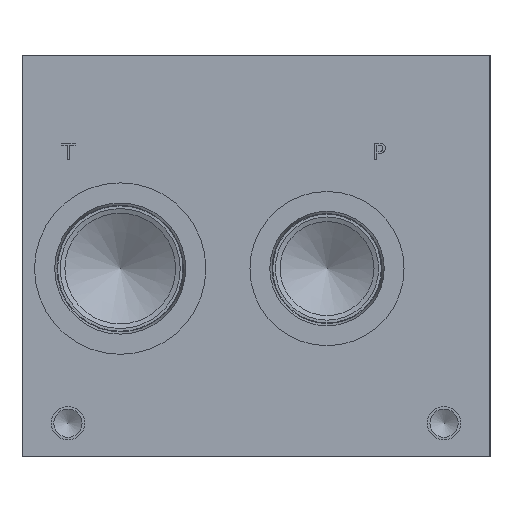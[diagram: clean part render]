
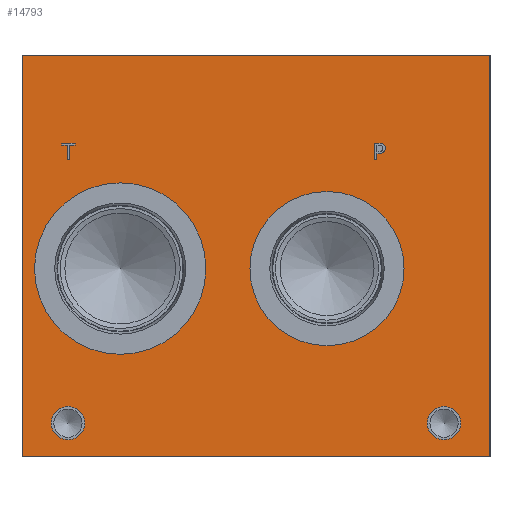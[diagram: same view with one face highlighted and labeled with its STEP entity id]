
A CAD part, left-side view. The second image highlights one B-rep face of the part: STEP entity #14793.
In plain terms, the highlighted planar face has unit normal (-1, 0, 0).
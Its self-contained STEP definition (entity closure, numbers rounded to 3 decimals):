
#211=CIRCLE('',#15585,32.563);
#212=CIRCLE('',#15586,32.563);
#213=CIRCLE('',#15587,29.286);
#214=CIRCLE('',#15588,29.286);
#215=CIRCLE('',#15589,6.35);
#216=CIRCLE('',#15590,6.35);
#217=CIRCLE('',#15591,6.35);
#218=CIRCLE('',#15592,6.35);
#720=B_SPLINE_CURVE_WITH_KNOTS('',2,(#22016,#22017,#22018,#22019),
 .UNSPECIFIED.,.F.,.F.,(3,1,3),(0.,1.,2.),.UNSPECIFIED.);
#722=B_SPLINE_CURVE_WITH_KNOTS('',2,(#22037,#22038,#22039,#22040),
 .UNSPECIFIED.,.F.,.F.,(3,1,3),(0.,1.,2.),.UNSPECIFIED.);
#724=B_SPLINE_CURVE_WITH_KNOTS('',2,(#22086,#22087,#22088,#22089),
 .UNSPECIFIED.,.F.,.F.,(3,1,3),(0.,1.,2.),.UNSPECIFIED.);
#726=B_SPLINE_CURVE_WITH_KNOTS('',2,(#22104,#22105,#22106,#22107),
 .UNSPECIFIED.,.F.,.F.,(3,1,3),(0.,1.,2.),.UNSPECIFIED.);
#1131=FACE_BOUND('',#2194,.T.);
#1132=FACE_BOUND('',#2195,.T.);
#1133=FACE_BOUND('',#2196,.T.);
#1134=FACE_BOUND('',#2197,.T.);
#1135=FACE_BOUND('',#2198,.T.);
#1136=FACE_BOUND('',#2199,.T.);
#1343=FACE_OUTER_BOUND('',#2193,.T.);
#2193=EDGE_LOOP('',(#10403,#10404,#10405,#10406));
#2194=EDGE_LOOP('',(#10407,#10408));
#2195=EDGE_LOOP('',(#10409,#10410));
#2196=EDGE_LOOP('',(#10411,#10412));
#2197=EDGE_LOOP('',(#10413,#10414));
#2198=EDGE_LOOP('',(#10415,#10416,#10417,#10418,#10419,#10420,#10421,#10422));
#2199=EDGE_LOOP('',(#10423,#10424,#10425,#10426,#10427,#10428,#10429,#10430,
#10431));
#3017=LINE('',#20274,#4433);
#3442=LINE('',#22049,#4858);
#3445=LINE('',#22055,#4861);
#3448=LINE('',#22061,#4864);
#3451=LINE('',#22067,#4867);
#3454=LINE('',#22073,#4870);
#3458=LINE('',#22115,#4874);
#3459=LINE('',#22117,#4875);
#3460=LINE('',#22118,#4876);
#3461=LINE('',#22137,#4877);
#3462=LINE('',#22139,#4878);
#3463=LINE('',#22141,#4879);
#3464=LINE('',#22143,#4880);
#3465=LINE('',#22145,#4881);
#3466=LINE('',#22147,#4882);
#3467=LINE('',#22149,#4883);
#3468=LINE('',#22150,#4884);
#4433=VECTOR('',#16590,10.);
#4858=VECTOR('',#17177,10.);
#4861=VECTOR('',#17182,10.);
#4864=VECTOR('',#17187,10.);
#4867=VECTOR('',#17192,10.);
#4870=VECTOR('',#17197,10.);
#4874=VECTOR('',#17205,10.);
#4875=VECTOR('',#17206,10.);
#4876=VECTOR('',#17207,10.);
#4877=VECTOR('',#17224,10.);
#4878=VECTOR('',#17225,10.);
#4879=VECTOR('',#17226,10.);
#4880=VECTOR('',#17227,10.);
#4881=VECTOR('',#17228,10.);
#4882=VECTOR('',#17229,10.);
#4883=VECTOR('',#17230,10.);
#4884=VECTOR('',#17231,10.);
#5842=VERTEX_POINT('',#20267);
#5845=VERTEX_POINT('',#20272);
#6344=VERTEX_POINT('',#22014);
#6345=VERTEX_POINT('',#22015);
#6348=VERTEX_POINT('',#22036);
#6350=VERTEX_POINT('',#22048);
#6352=VERTEX_POINT('',#22054);
#6354=VERTEX_POINT('',#22060);
#6356=VERTEX_POINT('',#22066);
#6358=VERTEX_POINT('',#22072);
#6360=VERTEX_POINT('',#22085);
#6362=VERTEX_POINT('',#22114);
#6363=VERTEX_POINT('',#22116);
#6364=VERTEX_POINT('',#22119);
#6365=VERTEX_POINT('',#22120);
#6366=VERTEX_POINT('',#22123);
#6367=VERTEX_POINT('',#22124);
#6368=VERTEX_POINT('',#22127);
#6369=VERTEX_POINT('',#22128);
#6370=VERTEX_POINT('',#22131);
#6371=VERTEX_POINT('',#22132);
#6372=VERTEX_POINT('',#22135);
#6373=VERTEX_POINT('',#22136);
#6374=VERTEX_POINT('',#22138);
#6375=VERTEX_POINT('',#22140);
#6376=VERTEX_POINT('',#22142);
#6377=VERTEX_POINT('',#22144);
#6378=VERTEX_POINT('',#22146);
#6379=VERTEX_POINT('',#22148);
#7348=EDGE_CURVE('',#5842,#5845,#3017,.T.);
#7923=EDGE_CURVE('',#6344,#6345,#720,.T.);
#7927=EDGE_CURVE('',#6348,#6344,#722,.T.);
#7930=EDGE_CURVE('',#6350,#6348,#3442,.T.);
#7933=EDGE_CURVE('',#6352,#6350,#3445,.T.);
#7936=EDGE_CURVE('',#6354,#6352,#3448,.T.);
#7939=EDGE_CURVE('',#6356,#6354,#3451,.T.);
#7942=EDGE_CURVE('',#6358,#6356,#3454,.T.);
#7945=EDGE_CURVE('',#6360,#6358,#724,.T.);
#7948=EDGE_CURVE('',#6345,#6360,#726,.T.);
#7950=EDGE_CURVE('',#6362,#5842,#3458,.T.);
#7951=EDGE_CURVE('',#6363,#5845,#3459,.T.);
#7952=EDGE_CURVE('',#6362,#6363,#3460,.T.);
#7953=EDGE_CURVE('',#6364,#6365,#211,.T.);
#7954=EDGE_CURVE('',#6365,#6364,#212,.T.);
#7955=EDGE_CURVE('',#6366,#6367,#213,.T.);
#7956=EDGE_CURVE('',#6367,#6366,#214,.T.);
#7957=EDGE_CURVE('',#6368,#6369,#215,.T.);
#7958=EDGE_CURVE('',#6369,#6368,#216,.T.);
#7959=EDGE_CURVE('',#6370,#6371,#217,.T.);
#7960=EDGE_CURVE('',#6371,#6370,#218,.T.);
#7961=EDGE_CURVE('',#6372,#6373,#3461,.T.);
#7962=EDGE_CURVE('',#6373,#6374,#3462,.T.);
#7963=EDGE_CURVE('',#6374,#6375,#3463,.T.);
#7964=EDGE_CURVE('',#6375,#6376,#3464,.T.);
#7965=EDGE_CURVE('',#6376,#6377,#3465,.T.);
#7966=EDGE_CURVE('',#6377,#6378,#3466,.T.);
#7967=EDGE_CURVE('',#6378,#6379,#3467,.T.);
#7968=EDGE_CURVE('',#6379,#6372,#3468,.T.);
#10403=ORIENTED_EDGE('',*,*,#7950,.T.);
#10404=ORIENTED_EDGE('',*,*,#7348,.T.);
#10405=ORIENTED_EDGE('',*,*,#7951,.F.);
#10406=ORIENTED_EDGE('',*,*,#7952,.F.);
#10407=ORIENTED_EDGE('',*,*,#7953,.T.);
#10408=ORIENTED_EDGE('',*,*,#7954,.T.);
#10409=ORIENTED_EDGE('',*,*,#7955,.T.);
#10410=ORIENTED_EDGE('',*,*,#7956,.T.);
#10411=ORIENTED_EDGE('',*,*,#7957,.T.);
#10412=ORIENTED_EDGE('',*,*,#7958,.T.);
#10413=ORIENTED_EDGE('',*,*,#7959,.T.);
#10414=ORIENTED_EDGE('',*,*,#7960,.T.);
#10415=ORIENTED_EDGE('',*,*,#7961,.T.);
#10416=ORIENTED_EDGE('',*,*,#7962,.T.);
#10417=ORIENTED_EDGE('',*,*,#7963,.T.);
#10418=ORIENTED_EDGE('',*,*,#7964,.T.);
#10419=ORIENTED_EDGE('',*,*,#7965,.T.);
#10420=ORIENTED_EDGE('',*,*,#7966,.T.);
#10421=ORIENTED_EDGE('',*,*,#7967,.T.);
#10422=ORIENTED_EDGE('',*,*,#7968,.T.);
#10423=ORIENTED_EDGE('',*,*,#7923,.T.);
#10424=ORIENTED_EDGE('',*,*,#7948,.T.);
#10425=ORIENTED_EDGE('',*,*,#7945,.T.);
#10426=ORIENTED_EDGE('',*,*,#7942,.T.);
#10427=ORIENTED_EDGE('',*,*,#7939,.T.);
#10428=ORIENTED_EDGE('',*,*,#7936,.T.);
#10429=ORIENTED_EDGE('',*,*,#7933,.T.);
#10430=ORIENTED_EDGE('',*,*,#7930,.T.);
#10431=ORIENTED_EDGE('',*,*,#7927,.T.);
#13736=PLANE('',#15584);
#14793=ADVANCED_FACE('',(#1343,#1131,#1132,#1133,#1134,#1135,#1136),#13736,
 .T.);
#15584=AXIS2_PLACEMENT_3D('',#22113,#17203,#17204);
#15585=AXIS2_PLACEMENT_3D('',#22121,#17208,#17209);
#15586=AXIS2_PLACEMENT_3D('',#22122,#17210,#17211);
#15587=AXIS2_PLACEMENT_3D('',#22125,#17212,#17213);
#15588=AXIS2_PLACEMENT_3D('',#22126,#17214,#17215);
#15589=AXIS2_PLACEMENT_3D('',#22129,#17216,#17217);
#15590=AXIS2_PLACEMENT_3D('',#22130,#17218,#17219);
#15591=AXIS2_PLACEMENT_3D('',#22133,#17220,#17221);
#15592=AXIS2_PLACEMENT_3D('',#22134,#17222,#17223);
#16590=DIRECTION('',(0.,0.,1.));
#17177=DIRECTION('',(0.,-1.,0.));
#17182=DIRECTION('',(0.,0.,1.));
#17187=DIRECTION('',(0.,1.,0.));
#17192=DIRECTION('',(0.,0.,-1.));
#17197=DIRECTION('',(0.,1.,0.));
#17203=DIRECTION('center_axis',(-1.,0.,0.));
#17204=DIRECTION('ref_axis',(0.,-1.,0.));
#17205=DIRECTION('',(0.,-1.,0.));
#17206=DIRECTION('',(0.,-1.,0.));
#17207=DIRECTION('',(0.,0.,1.));
#17208=DIRECTION('center_axis',(1.,0.,0.));
#17209=DIRECTION('ref_axis',(0.,0.,1.));
#17210=DIRECTION('center_axis',(1.,0.,0.));
#17211=DIRECTION('ref_axis',(0.,0.,1.));
#17212=DIRECTION('center_axis',(1.,0.,0.));
#17213=DIRECTION('ref_axis',(0.,0.,1.));
#17214=DIRECTION('center_axis',(1.,0.,0.));
#17215=DIRECTION('ref_axis',(0.,0.,1.));
#17216=DIRECTION('center_axis',(1.,0.,0.));
#17217=DIRECTION('ref_axis',(0.,1.,0.));
#17218=DIRECTION('center_axis',(1.,0.,0.));
#17219=DIRECTION('ref_axis',(0.,1.,0.));
#17220=DIRECTION('center_axis',(1.,0.,0.));
#17221=DIRECTION('ref_axis',(0.,1.,0.));
#17222=DIRECTION('center_axis',(1.,0.,0.));
#17223=DIRECTION('ref_axis',(0.,1.,0.));
#17224=DIRECTION('',(0.,1.,0.));
#17225=DIRECTION('',(0.,0.,1.));
#17226=DIRECTION('',(0.,1.,0.));
#17227=DIRECTION('',(0.,0.,1.));
#17228=DIRECTION('',(0.,-1.,0.));
#17229=DIRECTION('',(0.,0.,-1.));
#17230=DIRECTION('',(0.,1.,0.));
#17231=DIRECTION('',(0.,0.,-1.));
#20267=CARTESIAN_POINT('',(0.,0.,0.));
#20272=CARTESIAN_POINT('',(0.,0.,152.4));
#20274=CARTESIAN_POINT('',(0.,0.,0.));
#22014=CARTESIAN_POINT('',(0.,40.549,118.666));
#22015=CARTESIAN_POINT('',(0.,39.793,117.148));
#22016=CARTESIAN_POINT('Ctrl Pts',(0.,40.549,118.666));
#22017=CARTESIAN_POINT('Ctrl Pts',(0.,40.194,118.424));
#22018=CARTESIAN_POINT('Ctrl Pts',(0.,39.793,117.678));
#22019=CARTESIAN_POINT('Ctrl Pts',(0.,39.793,117.148));
#22036=CARTESIAN_POINT('',(0.,42.212,119.062));
#22037=CARTESIAN_POINT('Ctrl Pts',(0.,42.212,119.062));
#22038=CARTESIAN_POINT('Ctrl Pts',(0.,41.646,119.062));
#22039=CARTESIAN_POINT('Ctrl Pts',(0.,40.853,118.877));
#22040=CARTESIAN_POINT('Ctrl Pts',(0.,40.549,118.666));
#22048=CARTESIAN_POINT('',(0.,43.807,119.062));
#22049=CARTESIAN_POINT('',(0.,110.803,119.062));
#22054=CARTESIAN_POINT('',(0.,43.807,112.713));
#22055=CARTESIAN_POINT('',(0.,43.807,56.356));
#22060=CARTESIAN_POINT('',(0.,42.963,112.713));
#22061=CARTESIAN_POINT('',(0.,110.381,112.713));
#22066=CARTESIAN_POINT('',(0.,42.963,115.08));
#22067=CARTESIAN_POINT('',(0.,42.963,57.54));
#22072=CARTESIAN_POINT('',(0.,42.248,115.08));
#22073=CARTESIAN_POINT('',(0.,110.024,115.08));
#22085=CARTESIAN_POINT('',(0.,40.349,115.738));
#22086=CARTESIAN_POINT('Ctrl Pts',(0.,40.349,115.738));
#22087=CARTESIAN_POINT('Ctrl Pts',(0.,40.678,115.414));
#22088=CARTESIAN_POINT('Ctrl Pts',(0.,41.568,115.08));
#22089=CARTESIAN_POINT('Ctrl Pts',(0.,42.248,115.08));
#22104=CARTESIAN_POINT('Ctrl Pts',(0.,39.793,117.148));
#22105=CARTESIAN_POINT('Ctrl Pts',(0.,39.793,116.737));
#22106=CARTESIAN_POINT('Ctrl Pts',(0.,40.086,115.996));
#22107=CARTESIAN_POINT('Ctrl Pts',(0.,40.349,115.738));
#22113=CARTESIAN_POINT('Origin',(0.,177.8,0.));
#22114=CARTESIAN_POINT('',(0.,177.8,0.));
#22115=CARTESIAN_POINT('',(0.,177.8,0.));
#22116=CARTESIAN_POINT('',(0.,177.8,152.4));
#22117=CARTESIAN_POINT('',(0.,177.8,152.4));
#22118=CARTESIAN_POINT('',(0.,177.8,0.));
#22119=CARTESIAN_POINT('',(0.,140.487,103.988));
#22120=CARTESIAN_POINT('',(0.,140.487,38.862));
#22121=CARTESIAN_POINT('Origin',(0.,140.487,71.425));
#22122=CARTESIAN_POINT('Origin',(0.,140.487,71.425));
#22123=CARTESIAN_POINT('',(0.,61.925,100.711));
#22124=CARTESIAN_POINT('',(0.,61.925,42.139));
#22125=CARTESIAN_POINT('Origin',(0.,61.925,71.425));
#22126=CARTESIAN_POINT('Origin',(0.,61.925,71.425));
#22127=CARTESIAN_POINT('',(0.,166.675,12.7));
#22128=CARTESIAN_POINT('',(0.,153.975,12.7));
#22129=CARTESIAN_POINT('Origin',(0.,160.325,12.7));
#22130=CARTESIAN_POINT('Origin',(0.,160.325,12.7));
#22131=CARTESIAN_POINT('',(0.,23.825,12.7));
#22132=CARTESIAN_POINT('',(0.,11.125,12.7));
#22133=CARTESIAN_POINT('Origin',(0.,17.475,12.7));
#22134=CARTESIAN_POINT('Origin',(0.,17.475,12.7));
#22135=CARTESIAN_POINT('',(0.,159.75,112.713));
#22136=CARTESIAN_POINT('',(0.,160.594,112.713));
#22137=CARTESIAN_POINT('',(0.,168.775,112.713));
#22138=CARTESIAN_POINT('',(0.,160.594,118.311));
#22139=CARTESIAN_POINT('',(0.,160.594,56.356));
#22140=CARTESIAN_POINT('',(0.,162.724,118.311));
#22141=CARTESIAN_POINT('',(0.,169.197,118.311));
#22142=CARTESIAN_POINT('',(0.,162.724,119.062));
#22143=CARTESIAN_POINT('',(0.,162.724,59.156));
#22144=CARTESIAN_POINT('',(0.,157.619,119.062));
#22145=CARTESIAN_POINT('',(0.,170.262,119.062));
#22146=CARTESIAN_POINT('',(0.,157.619,118.311));
#22147=CARTESIAN_POINT('',(0.,157.619,59.531));
#22148=CARTESIAN_POINT('',(0.,159.75,118.311));
#22149=CARTESIAN_POINT('',(0.,167.71,118.311));
#22150=CARTESIAN_POINT('',(0.,159.75,59.156));
